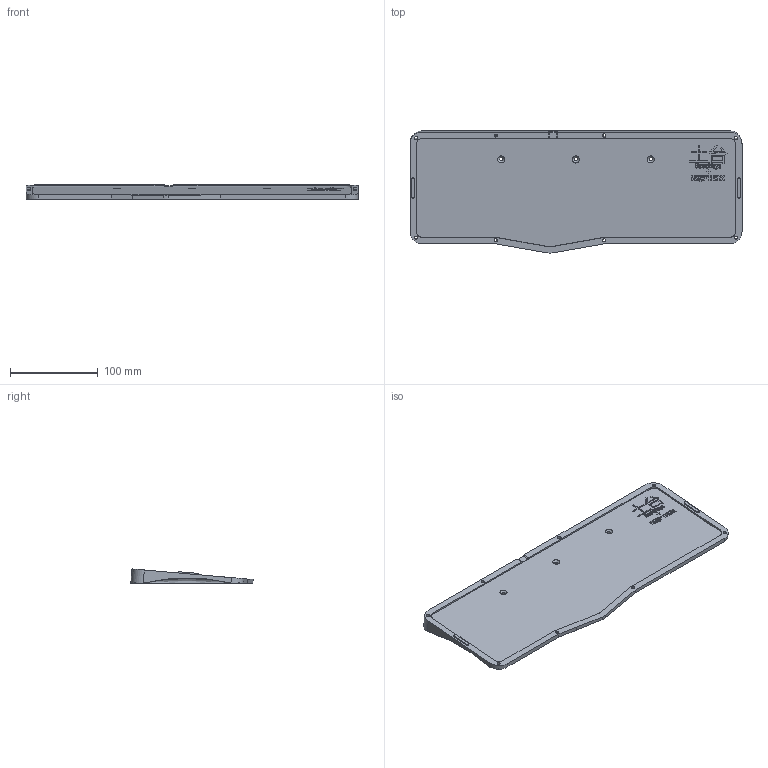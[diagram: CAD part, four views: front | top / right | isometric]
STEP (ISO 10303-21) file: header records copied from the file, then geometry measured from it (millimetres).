
FILE_DESCRIPTION(/* description */ (''),/* implementation_level */ '2;1');
FILE_NAME(/* name */ 'bottom.step',/* time_stamp */ '2020-05-09T21:01:55-07:00',/* author */ (''),/* organization */ (''),/* preprocessor_version */ 'ST-DEVELOPER v18.1',/* originating_system */ 'Autodesk Translation Framework v9.2.0.1227',/* authorisation */ '');
FILE_SCHEMA (('AUTOMOTIVE_DESIGN { 1 0 10303 214 3 1 1 }'));
Length unit declared in the file: millimetre
Products named in the file (1): bottom
Bounding box: 378.99 x 139.61 x 16.16 mm (x, y, z)
Volume: 364113.4 mm3; surface area: 116153.2 mm2
Topology: 1 solids, 1 shells, 403 faces, 1074 edges, 715 vertices
Faces by surface type: plane 257, bspline 84, cylinder 54, cone 8
Full cylindrical faces by diameter (mm): 3.5 x7, 4 x4, 5.6 x8, 8 x4
Entity records: 12783 total; most frequent: CARTESIAN_POINT 3333, ORIENTED_EDGE 2140, DIRECTION 1688, EDGE_CURVE 1070, LINE 758, VECTOR 758, VERTEX_POINT 715, EDGE_LOOP 471
